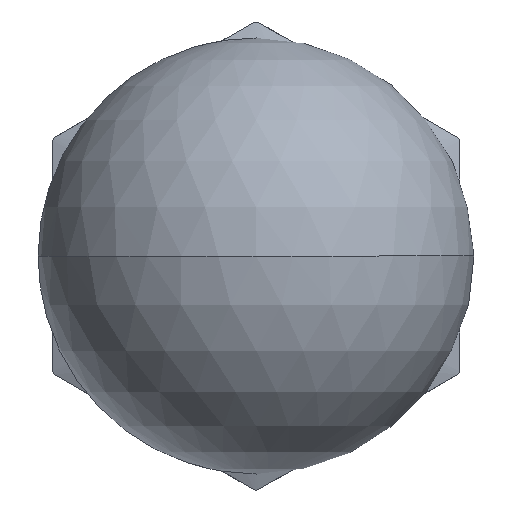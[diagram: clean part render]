
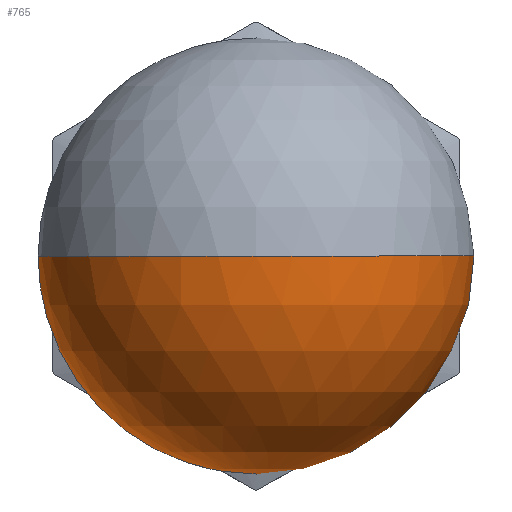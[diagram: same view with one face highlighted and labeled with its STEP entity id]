
A CAD part, front view. The second image highlights one B-rep face of the part: STEP entity #765.
In plain terms, the highlighted spherical face has radius 7.5 mm.
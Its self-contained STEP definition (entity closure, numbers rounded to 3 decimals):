
#7 = CIRCLE ( 'NONE', #741, 6. ) ;
#31 = CARTESIAN_POINT ( 'NONE',  ( -6., -10., 0. ) ) ;
#33 = DIRECTION ( 'NONE',  ( 0., 0., 1. ) ) ;
#138 = CARTESIAN_POINT ( 'NONE',  ( 0., -10., 0. ) ) ;
#154 = CARTESIAN_POINT ( 'NONE',  ( 0., -14.5, 0. ) ) ;
#203 = EDGE_CURVE ( 'NONE', #275, #305, #7, .T. ) ;
#229 = VERTEX_POINT ( 'NONE', #1172 ) ;
#252 = DIRECTION ( 'NONE',  ( -1., 0., 0. ) ) ;
#253 = AXIS2_PLACEMENT_3D ( 'NONE', #627, #1125, #406 ) ;
#259 = DIRECTION ( 'NONE',  ( -1., 0., 0. ) ) ;
#267 = ORIENTED_EDGE ( 'NONE', *, *, #1023, .T. ) ;
#275 = VERTEX_POINT ( 'NONE', #787 ) ;
#305 = VERTEX_POINT ( 'NONE', #31 ) ;
#368 = EDGE_LOOP ( 'NONE', ( #713, #267, #509 ) ) ;
#406 = DIRECTION ( 'NONE',  ( -1., 0., 0. ) ) ;
#509 = ORIENTED_EDGE ( 'NONE', *, *, #203, .F. ) ;
#627 = CARTESIAN_POINT ( 'NONE',  ( 0., -14.5, 0. ) ) ;
#696 = CARTESIAN_POINT ( 'NONE',  ( 0., -14.5, 0. ) ) ;
#713 = ORIENTED_EDGE ( 'NONE', *, *, #1040, .F. ) ;
#741 = AXIS2_PLACEMENT_3D ( 'NONE', #138, #888, #252 ) ;
#765 = ADVANCED_FACE ( 'NONE', ( #1216 ), #866, .T. ) ;
#787 = CARTESIAN_POINT ( 'NONE',  ( 6., -10., 0. ) ) ;
#797 = DIRECTION ( 'NONE',  ( 1., 0., 0. ) ) ;
#810 = AXIS2_PLACEMENT_3D ( 'NONE', #154, #897, #259 ) ;
#866 = SPHERICAL_SURFACE ( 'NONE', #253, 7.5 ) ;
#888 = DIRECTION ( 'NONE',  ( 0., 1., 0. ) ) ;
#897 = DIRECTION ( 'NONE',  ( 0., 0., -1. ) ) ;
#961 = CIRCLE ( 'NONE', #1122, 7.5 ) ;
#978 = CIRCLE ( 'NONE', #810, 7.5 ) ;
#1023 = EDGE_CURVE ( 'NONE', #229, #305, #978, .T. ) ;
#1040 = EDGE_CURVE ( 'NONE', #229, #275, #961, .T. ) ;
#1122 = AXIS2_PLACEMENT_3D ( 'NONE', #696, #33, #797 ) ;
#1125 = DIRECTION ( 'NONE',  ( 0., 0., 1. ) ) ;
#1172 = CARTESIAN_POINT ( 'NONE',  ( 0., -22., 0. ) ) ;
#1216 = FACE_OUTER_BOUND ( 'NONE', #368, .T. ) ;
